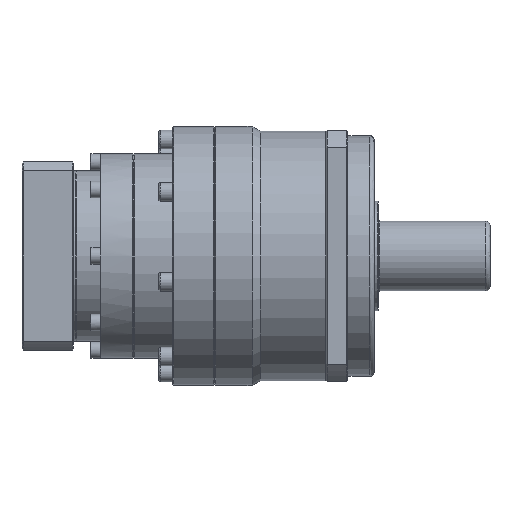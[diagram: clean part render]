
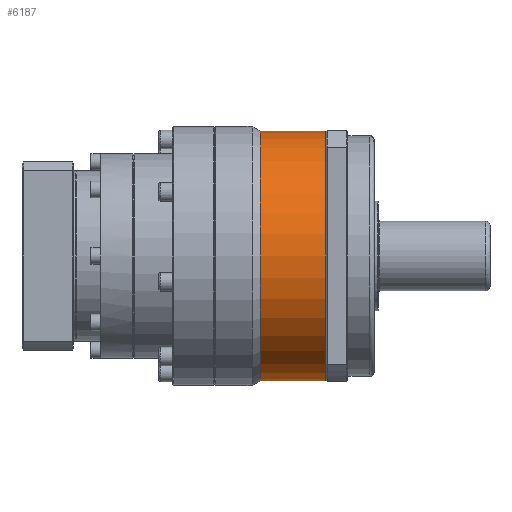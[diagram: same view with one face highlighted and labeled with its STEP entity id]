
A CAD part, front view. The second image highlights one B-rep face of the part: STEP entity #6187.
In plain terms, the highlighted cylindrical face has radius 57 mm (diameter 114 mm), a partial arc.
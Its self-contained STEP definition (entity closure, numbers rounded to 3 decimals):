
#161 = CARTESIAN_POINT ( 'NONE',  ( -75., 0., 0. ) ) ;
#622 = ORIENTED_EDGE ( 'NONE', *, *, #18831, .T. ) ;
#1123 = CARTESIAN_POINT ( 'NONE',  ( -75., 0., -57. ) ) ;
#1348 = VECTOR ( 'NONE', #12102, 1000. ) ;
#1532 = VECTOR ( 'NONE', #7337, 1000. ) ;
#1677 = DIRECTION ( 'NONE',  ( 0., 0., 1. ) ) ;
#1858 = CARTESIAN_POINT ( 'NONE',  ( -75., 0., 57. ) ) ;
#2376 = DIRECTION ( 'NONE',  ( 0., 0., 1. ) ) ;
#2588 = AXIS2_PLACEMENT_3D ( 'NONE', #18244, #4985, #20514 ) ;
#2829 = ORIENTED_EDGE ( 'NONE', *, *, #22024, .T. ) ;
#4985 = DIRECTION ( 'NONE',  ( 1., 0., 0. ) ) ;
#5058 = CIRCLE ( 'NONE', #2588, 57. ) ;
#5563 = CYLINDRICAL_SURFACE ( 'NONE', #8707, 57. ) ;
#5668 = CARTESIAN_POINT ( 'NONE',  ( -105., 0., 57. ) ) ;
#6044 = DIRECTION ( 'NONE',  ( -1., 0., 0. ) ) ;
#6187 = ADVANCED_FACE ( 'NONE', ( #13470 ), #5563, .T. ) ;
#7337 = DIRECTION ( 'NONE',  ( -1., 0., 0. ) ) ;
#8214 = CARTESIAN_POINT ( 'NONE',  ( -90., 0., 0. ) ) ;
#8707 = AXIS2_PLACEMENT_3D ( 'NONE', #8214, #6044, #1677 ) ;
#8911 = AXIS2_PLACEMENT_3D ( 'NONE', #161, #15659, #2376 ) ;
#10006 = EDGE_CURVE ( 'NONE', #21973, #24378, #23297, .T. ) ;
#10610 = AXIS2_PLACEMENT_3D ( 'NONE', #11503, #27287, #13737 ) ;
#10800 = VERTEX_POINT ( 'NONE', #1123 ) ;
#11503 = CARTESIAN_POINT ( 'NONE',  ( -75., 0., 0. ) ) ;
#12102 = DIRECTION ( 'NONE',  ( -1., 0., 0. ) ) ;
#13470 = FACE_OUTER_BOUND ( 'NONE', #24753, .T. ) ;
#13737 = DIRECTION ( 'NONE',  ( 0., 0., 1. ) ) ;
#14115 = CARTESIAN_POINT ( 'NONE',  ( -90., 0., -57. ) ) ;
#14703 = ORIENTED_EDGE ( 'NONE', *, *, #28887, .T. ) ;
#15530 = EDGE_CURVE ( 'NONE', #10800, #24072, #18531, .T. ) ;
#15659 = DIRECTION ( 'NONE',  ( -1., 0., 0. ) ) ;
#18159 = CARTESIAN_POINT ( 'NONE',  ( -105., 0., -57. ) ) ;
#18244 = CARTESIAN_POINT ( 'NONE',  ( -105., 0., 0. ) ) ;
#18531 = LINE ( 'NONE', #14115, #1532 ) ;
#18677 = CARTESIAN_POINT ( 'NONE',  ( -75., -57., 0. ) ) ;
#18831 = EDGE_CURVE ( 'NONE', #25959, #24072, #5058, .T. ) ;
#20444 = ORIENTED_EDGE ( 'NONE', *, *, #10006, .T. ) ;
#20514 = DIRECTION ( 'NONE',  ( 0., 0., 1. ) ) ;
#21973 = VERTEX_POINT ( 'NONE', #18677 ) ;
#22024 = EDGE_CURVE ( 'NONE', #24378, #25959, #25139, .T. ) ;
#23297 = CIRCLE ( 'NONE', #10610, 57. ) ;
#23436 = ORIENTED_EDGE ( 'NONE', *, *, #15530, .F. ) ;
#24072 = VERTEX_POINT ( 'NONE', #18159 ) ;
#24378 = VERTEX_POINT ( 'NONE', #1858 ) ;
#24753 = EDGE_LOOP ( 'NONE', ( #23436, #14703, #20444, #2829, #622 ) ) ;
#24979 = CIRCLE ( 'NONE', #8911, 57. ) ;
#25139 = LINE ( 'NONE', #25642, #1348 ) ;
#25642 = CARTESIAN_POINT ( 'NONE',  ( -90., 0., 57. ) ) ;
#25959 = VERTEX_POINT ( 'NONE', #5668 ) ;
#27287 = DIRECTION ( 'NONE',  ( -1., 0., 0. ) ) ;
#28887 = EDGE_CURVE ( 'NONE', #10800, #21973, #24979, .T. ) ;
